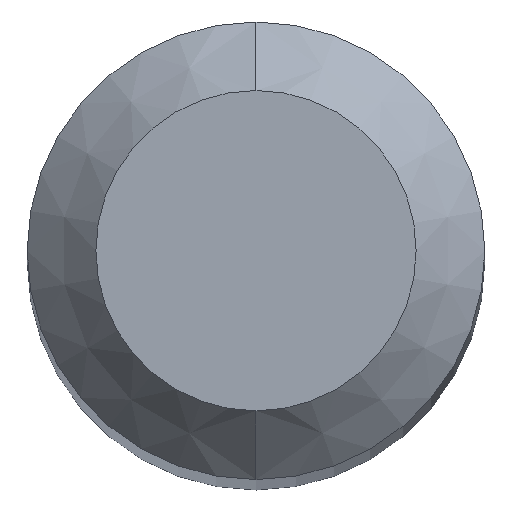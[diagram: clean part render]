
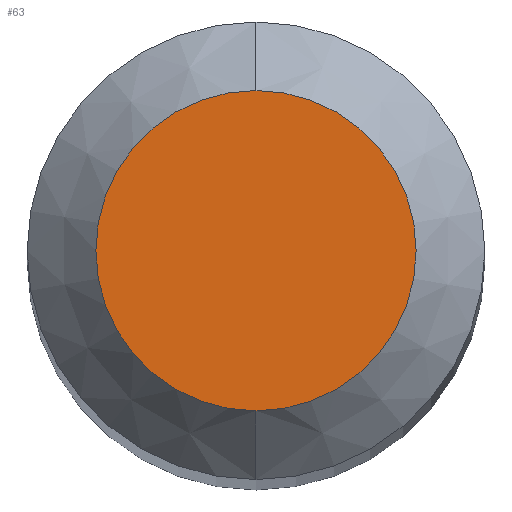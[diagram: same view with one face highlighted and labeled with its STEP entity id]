
A CAD part, top view. The second image highlights one B-rep face of the part: STEP entity #63.
In plain terms, the highlighted planar face has unit normal (0, 0, 1).
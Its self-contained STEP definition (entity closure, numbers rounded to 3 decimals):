
#63=ADVANCED_FACE('',(#139),#140,.T.);
#139=FACE_OUTER_BOUND('',#227,.T.);
#140=PLANE('',#228);
#227=EDGE_LOOP('',(#328,#329));
#228=AXIS2_PLACEMENT_3D('',#330,#331,#332);
#328=ORIENTED_EDGE('',*,*,#480,.F.);
#329=ORIENTED_EDGE('',*,*,#483,.F.);
#330=CARTESIAN_POINT('',(0.,0.7,52.607));
#331=DIRECTION('',(0.,0.0,1.0));
#332=DIRECTION('',(0.0,-1.0,0.0));
#480=EDGE_CURVE('',#571,#573,#574,.T.);
#483=EDGE_CURVE('',#573,#571,#577,.T.);
#571=VERTEX_POINT('',#666);
#573=VERTEX_POINT('',#669);
#574=CIRCLE('',#670,1.4);
#577=CIRCLE('',#674,1.4);
#666=CARTESIAN_POINT('',(0.,1.4,52.607));
#669=CARTESIAN_POINT('',(0.,-1.4,52.607));
#670=AXIS2_PLACEMENT_3D('',#756,#757,#758);
#674=AXIS2_PLACEMENT_3D('',#760,#761,#762);
#756=CARTESIAN_POINT('',(0.,0.0,52.607));
#757=DIRECTION('',(0.,0.0,-1.0));
#758=DIRECTION('',(0.0,1.0,0.0));
#760=CARTESIAN_POINT('',(0.,0.0,52.607));
#761=DIRECTION('',(0.,0.0,-1.0));
#762=DIRECTION('',(0.0,1.0,0.0));
